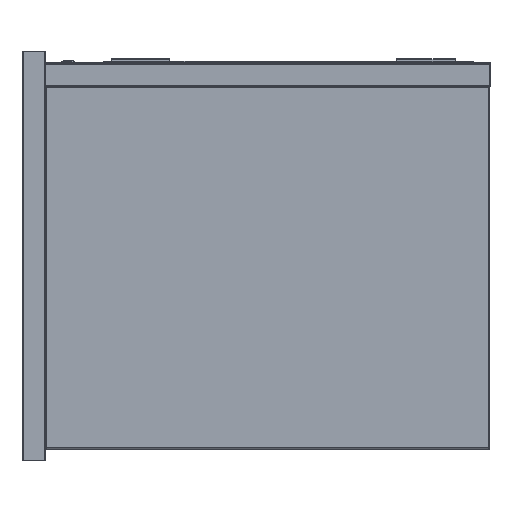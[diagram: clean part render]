
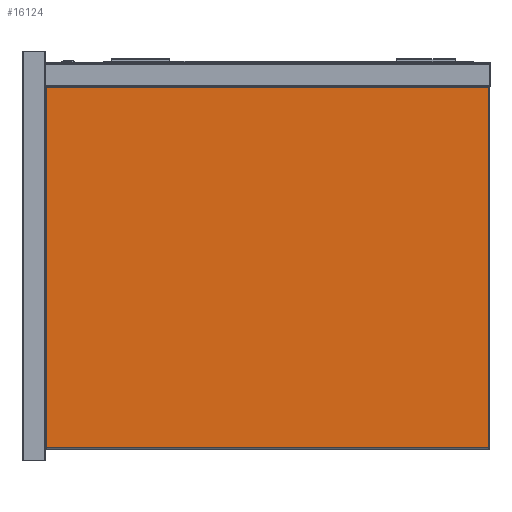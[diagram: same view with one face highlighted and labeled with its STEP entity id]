
A CAD part, left-side view. The second image highlights one B-rep face of the part: STEP entity #16124.
In plain terms, the highlighted planar face has unit normal (-1, 0, 0).
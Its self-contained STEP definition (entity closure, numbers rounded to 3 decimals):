
#2837 = ORIENTED_EDGE ( 'NONE', *, *, #12683, .T. ) ;
#2847 = VERTEX_POINT ( 'NONE', #19708 ) ;
#3206 = ORIENTED_EDGE ( 'NONE', *, *, #13898, .T. ) ;
#3255 = EDGE_CURVE ( 'NONE', #9515, #26670, #9858, .T. ) ;
#4236 = DIRECTION ( 'NONE',  ( 0., 1., 0. ) ) ;
#5207 = DIRECTION ( 'NONE',  ( 0., 0., 1. ) ) ;
#6003 = CARTESIAN_POINT ( 'NONE',  ( -270., -380., -658. ) ) ;
#6817 = ORIENTED_EDGE ( 'NONE', *, *, #3255, .T. ) ;
#9322 = DIRECTION ( 'NONE',  ( -1., 0., 0. ) ) ;
#9515 = VERTEX_POINT ( 'NONE', #14688 ) ;
#9589 = VECTOR ( 'NONE', #4236, 1000. ) ;
#9858 = LINE ( 'NONE', #20523, #9589 ) ;
#11085 = LINE ( 'NONE', #32116, #30215 ) ;
#11442 = CARTESIAN_POINT ( 'NONE',  ( -270., -380., -660. ) ) ;
#12559 = EDGE_CURVE ( 'NONE', #26670, #22265, #11085, .T. ) ;
#12683 = EDGE_CURVE ( 'NONE', #22265, #2847, #30006, .T. ) ;
#13070 = ORIENTED_EDGE ( 'NONE', *, *, #12559, .T. ) ;
#13885 = DIRECTION ( 'NONE',  ( 0., 0., 1. ) ) ;
#13898 = EDGE_CURVE ( 'NONE', #2847, #9515, #27119, .T. ) ;
#14242 = FACE_OUTER_BOUND ( 'NONE', #34235, .T. ) ;
#14688 = CARTESIAN_POINT ( 'NONE',  ( -270., -378., -42. ) ) ;
#16124 = ADVANCED_FACE ( 'Fl�che7', ( #14242 ), #25270, .T. ) ;
#16691 = DIRECTION ( 'NONE',  ( 0., -1., 0. ) ) ;
#19147 = CARTESIAN_POINT ( 'NONE',  ( -270., 378., -42. ) ) ;
#19708 = CARTESIAN_POINT ( 'NONE',  ( -270., -378., -658. ) ) ;
#20193 = VECTOR ( 'NONE', #5207, 1000. ) ;
#20523 = CARTESIAN_POINT ( 'NONE',  ( -270., 380., -42. ) ) ;
#22265 = VERTEX_POINT ( 'NONE', #34263 ) ;
#24116 = CARTESIAN_POINT ( 'NONE',  ( -270., -378., -660. ) ) ;
#25270 = PLANE ( 'NONE',  #25871 ) ;
#25871 = AXIS2_PLACEMENT_3D ( 'NONE', #11442, #9322, #13885 ) ;
#26670 = VERTEX_POINT ( 'NONE', #19147 ) ;
#27119 = LINE ( 'NONE', #24116, #20193 ) ;
#30006 = LINE ( 'NONE', #6003, #30752 ) ;
#30215 = VECTOR ( 'NONE', #32452, 1000. ) ;
#30752 = VECTOR ( 'NONE', #16691, 1000. ) ;
#32116 = CARTESIAN_POINT ( 'NONE',  ( -270., 378., -660. ) ) ;
#32452 = DIRECTION ( 'NONE',  ( 0., 0., -1. ) ) ;
#34235 = EDGE_LOOP ( 'NONE', ( #3206, #6817, #13070, #2837 ) ) ;
#34263 = CARTESIAN_POINT ( 'NONE',  ( -270., 378., -658. ) ) ;
